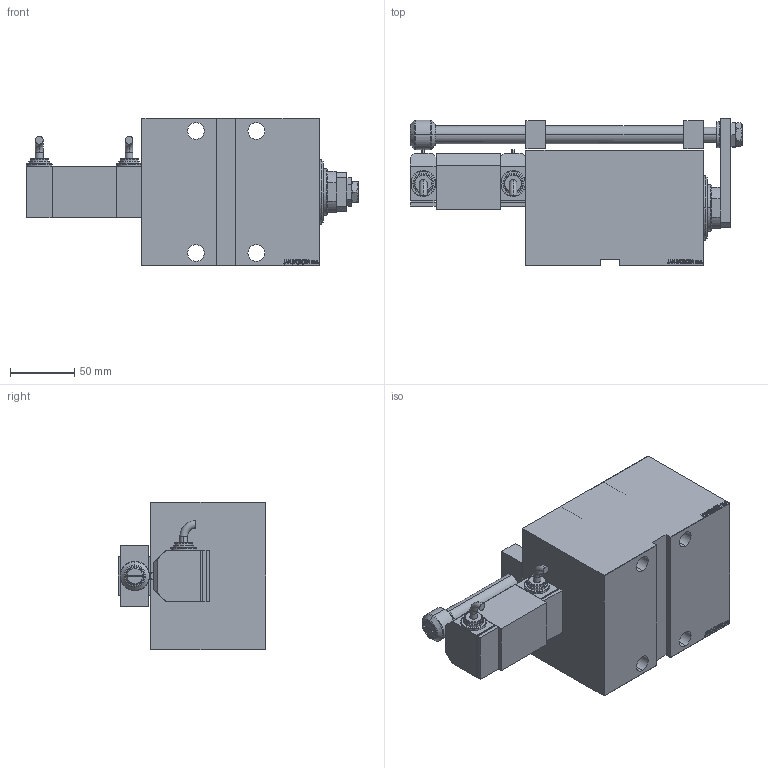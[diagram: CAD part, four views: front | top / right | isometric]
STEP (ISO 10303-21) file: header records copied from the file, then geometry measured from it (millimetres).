
FILE_DESCRIPTION (( 'STEP AP203' ), '1' );
FILE_NAME ('87b1.STEP', '2024-02-12T14:14:11', ( '' ), ( '' ), 'SwSTEP 2.0', 'SolidWorks 2019', '' );
FILE_SCHEMA (( 'CONFIG_CONTROL_DESIGN' ));
Length unit declared in the file: millimetre
Products named in the file (13): NUT_D16 a6e2c05500302b83ad91cb34fa72a17a; ZARAZKA_P a6e2c05500302b83ad91cb34fa72a17a; V450CM_E_Body a6e2c05500302b83ad91cb34fa72a17a; SWITCH_P_FRONT_BACK a6e2c05500302b83ad91cb34fa72a17a; KROUZEK_PRO_TYC a6e2c05500302b83ad91cb34fa72a17a; NUT_D19_P a6e2c05500302b83ad91cb34fa72a17a; 87b1; MIDDLE a6e2c05500302b83ad91cb34fa72a17a; V450CM_E_VCP a6e2c05500302b83ad91cb34fa72a17a; SWITCH DIM W_B a6e2c05500302b83ad91cb34fa72a17a; TYC_P a6e2c05500302b83ad91cb34fa72a17a; V450CM_VC_B a6e2c05500302b83ad91cb34fa72a17a; SWITCH P a6e2c05500302b83ad91cb34fa72a17a
Assembly tree (14 placements, depth 2):
  87b1
    V450CM_E_Body a6e2c05500302b83ad91cb34fa72a17a
    V450CM_E_VCP a6e2c05500302b83ad91cb34fa72a17a
    V450CM_VC_B a6e2c05500302b83ad91cb34fa72a17a
    ZARAZKA_P a6e2c05500302b83ad91cb34fa72a17a
    KROUZEK_PRO_TYC a6e2c05500302b83ad91cb34fa72a17a
    MIDDLE a6e2c05500302b83ad91cb34fa72a17a
    NUT_D16 a6e2c05500302b83ad91cb34fa72a17a
    NUT_D19_P a6e2c05500302b83ad91cb34fa72a17a
    SWITCH DIM W_B a6e2c05500302b83ad91cb34fa72a17a
    SWITCH P a6e2c05500302b83ad91cb34fa72a17a  x2
    SWITCH_P_FRONT_BACK a6e2c05500302b83ad91cb34fa72a17a  x2
    TYC_P a6e2c05500302b83ad91cb34fa72a17a
Bounding box: 258.5 x 115 x 115 mm (x, y, z)
Volume: 1477758.1 mm3; surface area: 218344.2 mm2
Topology: 14 solids, 14 shells, 1080 faces, 2702 edges, 1776 vertices
Faces by surface type: plane 523, bspline 380, cylinder 108, cone 37, torus 32
Entity records: 48748 total; most frequent: CARTESIAN_POINT 25317, ORIENTED_EDGE 5104, DIRECTION 3331, EDGE_CURVE 2552, VERTEX_POINT 1680, VECTOR 1487, LINE 1487, EDGE_LOOP 1164
